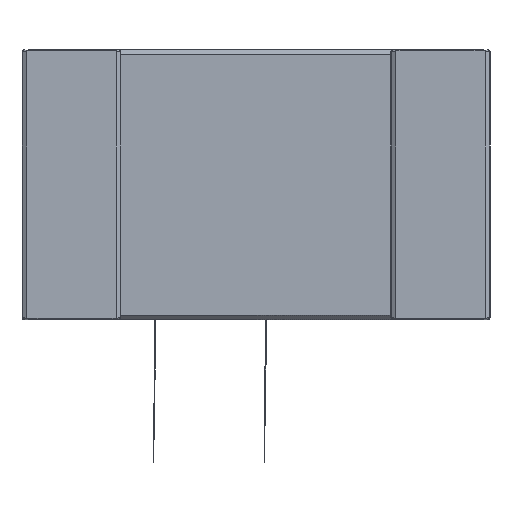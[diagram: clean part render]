
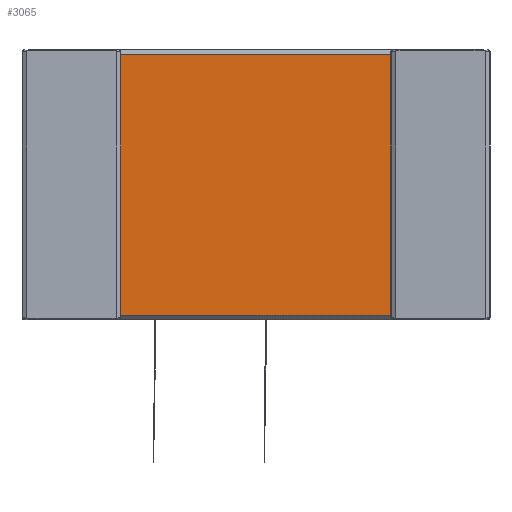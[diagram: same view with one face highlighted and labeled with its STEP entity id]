
A CAD part, front view. The second image highlights one B-rep face of the part: STEP entity #3065.
In plain terms, the highlighted planar face has unit normal (0, 1, 0).
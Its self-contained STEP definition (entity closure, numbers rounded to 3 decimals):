
#663 = DIRECTION ( 'NONE',  ( 0., 0., 1. ) ) ;
#709 = DIRECTION ( 'NONE',  ( 0., 0., -1. ) ) ;
#928 = EDGE_CURVE ( 'NONE', #6038, #5506, #7683, .T. ) ;
#1138 = CARTESIAN_POINT ( 'NONE',  ( -0.5, 0.02, -0.29 ) ) ;
#1358 = EDGE_LOOP ( 'NONE', ( #1448, #11488, #2812, #6683 ) ) ;
#1448 = ORIENTED_EDGE ( 'NONE', *, *, #928, .T. ) ;
#1891 = DIRECTION ( 'NONE',  ( 0., 0., 1. ) ) ;
#2585 = CARTESIAN_POINT ( 'NONE',  ( 0., 0.02, 0.29 ) ) ;
#2600 = LINE ( 'NONE', #8301, #11042 ) ;
#2785 = VERTEX_POINT ( 'NONE', #3827 ) ;
#2812 = ORIENTED_EDGE ( 'NONE', *, *, #6273, .T. ) ;
#3065 = ADVANCED_FACE ( 'NONE', ( #9908 ), #9008, .T. ) ;
#3827 = CARTESIAN_POINT ( 'NONE',  ( 0.5, 0.02, 0.29 ) ) ;
#3949 = DIRECTION ( 'NONE',  ( -1., 0., 0. ) ) ;
#4533 = VECTOR ( 'NONE', #709, 1000. ) ;
#4853 = CARTESIAN_POINT ( 'NONE',  ( 0., 0.02, -0.29 ) ) ;
#5037 = VERTEX_POINT ( 'NONE', #7224 ) ;
#5190 = CARTESIAN_POINT ( 'NONE',  ( 0., 0.02, 0. ) ) ;
#5506 = VERTEX_POINT ( 'NONE', #1138 ) ;
#6038 = VERTEX_POINT ( 'NONE', #10304 ) ;
#6273 = EDGE_CURVE ( 'NONE', #5037, #2785, #8931, .T. ) ;
#6683 = ORIENTED_EDGE ( 'NONE', *, *, #6725, .T. ) ;
#6725 = EDGE_CURVE ( 'NONE', #2785, #6038, #11688, .T. ) ;
#7224 = CARTESIAN_POINT ( 'NONE',  ( -0.5, 0.02, 0.29 ) ) ;
#7683 = LINE ( 'NONE', #4853, #10014 ) ;
#8301 = CARTESIAN_POINT ( 'NONE',  ( -0.5, 0.02, 0. ) ) ;
#8844 = DIRECTION ( 'NONE',  ( 0., 1., 0. ) ) ;
#8931 = LINE ( 'NONE', #2585, #10805 ) ;
#9008 = PLANE ( 'NONE',  #11684 ) ;
#9908 = FACE_OUTER_BOUND ( 'NONE', #1358, .T. ) ;
#10014 = VECTOR ( 'NONE', #3949, 1000. ) ;
#10304 = CARTESIAN_POINT ( 'NONE',  ( 0.5, 0.02, -0.29 ) ) ;
#10805 = VECTOR ( 'NONE', #11616, 1000. ) ;
#11042 = VECTOR ( 'NONE', #1891, 1000. ) ;
#11488 = ORIENTED_EDGE ( 'NONE', *, *, #11657, .T. ) ;
#11616 = DIRECTION ( 'NONE',  ( 1., 0., 0. ) ) ;
#11657 = EDGE_CURVE ( 'NONE', #5506, #5037, #2600, .T. ) ;
#11684 = AXIS2_PLACEMENT_3D ( 'NONE', #5190, #8844, #663 ) ;
#11688 = LINE ( 'NONE', #11739, #4533 ) ;
#11739 = CARTESIAN_POINT ( 'NONE',  ( 0.5, 0.02, 0. ) ) ;
